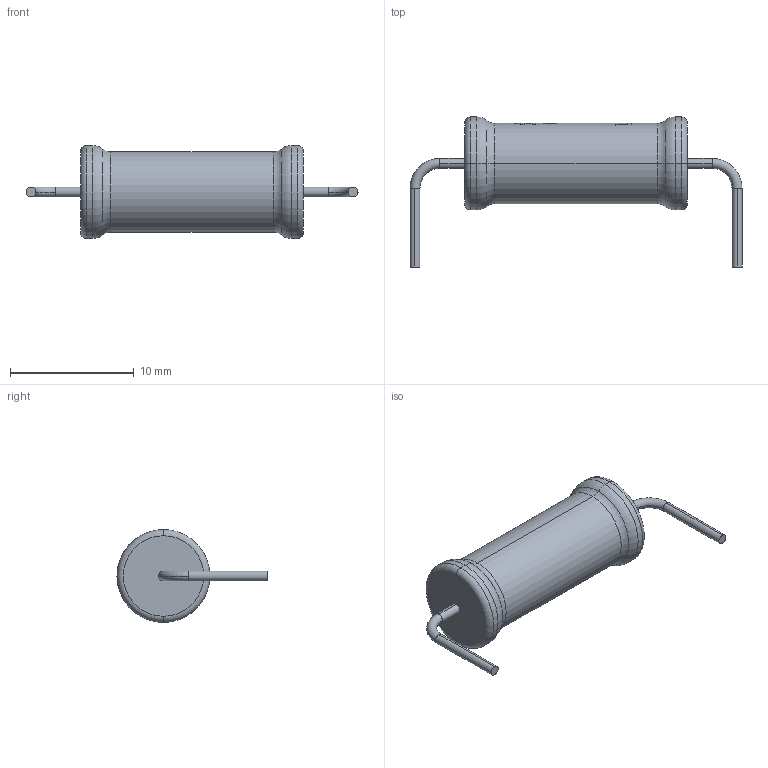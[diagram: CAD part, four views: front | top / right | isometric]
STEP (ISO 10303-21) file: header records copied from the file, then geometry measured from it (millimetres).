
FILE_DESCRIPTION (( 'STEP AP214' ), '1' );
FILE_NAME ('User Library-Resistor Vishay AC05.STEP', '2014-01-21T19:17:13', ( 'Windows User' ), ( '' ), 'SwSTEP 2.0', 'SolidWorks 2014', '' );
FILE_SCHEMA (( 'AUTOMOTIVE_DESIGN' ));
Length unit declared in the file: millimetre
Products named in the file (1): User Library-Resistor Vishay AC05
Bounding box: 26.8 x 12.11 x 7.5 mm (x, y, z)
Volume: 643.6 mm3; surface area: 519.6 mm2
Topology: 1 solids, 1 shells, 109 faces, 284 edges, 184 vertices
Faces by surface type: plane 47, bspline 27, cylinder 19, torus 16
Entity records: 7279 total; most frequent: CARTESIAN_POINT 3687, ORIENTED_EDGE 568, DIRECTION 464, EDGE_CURVE 284, AXIS2_PLACEMENT_3D 189, VERTEX_POINT 184, EDGE_LOOP 116, FACE_OUTER_BOUND 109
